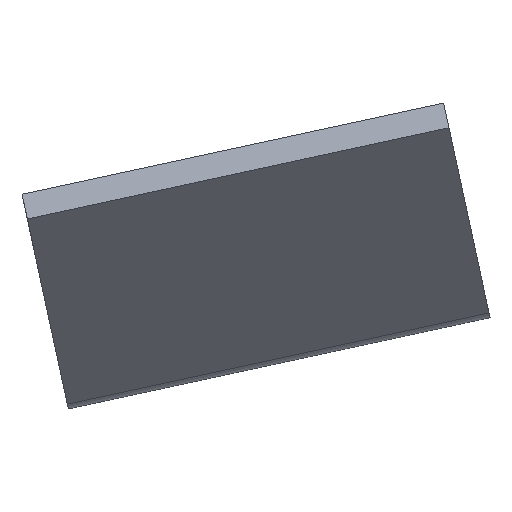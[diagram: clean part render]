
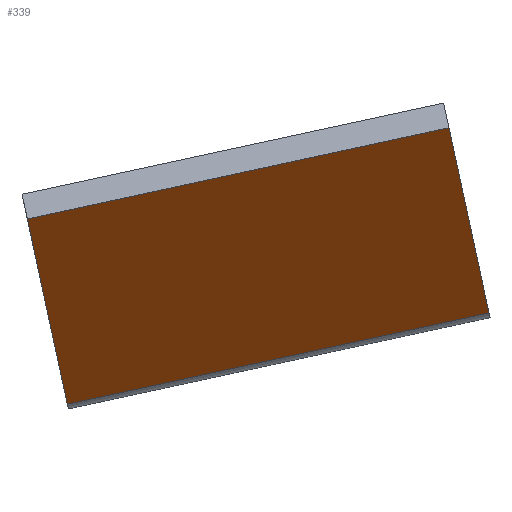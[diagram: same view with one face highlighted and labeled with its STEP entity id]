
A CAD part, left-side view. The second image highlights one B-rep face of the part: STEP entity #339.
In plain terms, the highlighted planar face has unit normal (-0.342, -0.199, -0.918).
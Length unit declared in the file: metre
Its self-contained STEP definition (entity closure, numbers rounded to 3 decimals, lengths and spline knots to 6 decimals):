
#100=ORIENTED_EDGE('',*,*,#159,.T.);
#101=ORIENTED_EDGE('',*,*,#152,.T.);
#102=ORIENTED_EDGE('',*,*,#149,.F.);
#103=ORIENTED_EDGE('',*,*,#155,.T.);
#149=EDGE_CURVE('',#180,#182,#213,.T.);
#152=EDGE_CURVE('',#184,#182,#216,.T.);
#155=EDGE_CURVE('',#180,#186,#219,.T.);
#159=EDGE_CURVE('',#186,#184,#223,.F.);
#180=VERTEX_POINT('',#545);
#182=VERTEX_POINT('',#548);
#184=VERTEX_POINT('',#554);
#186=VERTEX_POINT('',#560);
#213=LINE('',#547,#249);
#216=LINE('',#553,#252);
#219=LINE('',#559,#255);
#223=LINE('',#567,#259);
#249=VECTOR('',#450,1.);
#252=VECTOR('',#455,1.);
#255=VECTOR('',#460,1.);
#259=VECTOR('',#468,1.);
#277=EDGE_LOOP('',(#100,#101,#102,#103));
#299=FACE_BOUND('',#277,.T.);
#319=PLANE('',#378);
#339=ADVANCED_FACE('',(#299),#319,.F.);
#378=AXIS2_PLACEMENT_3D('',#566,#466,#467);
#450=DIRECTION('',(0.,-0.977,0.211));
#455=DIRECTION('',(-0.94,0.072,0.334));
#460=DIRECTION('',(0.94,-0.072,-0.334));
#466=DIRECTION('',(0.342,0.199,0.918));
#467=DIRECTION('',(-0.937,0.,0.349));
#468=DIRECTION('',(0.,0.977,-0.211));
#545=CARTESIAN_POINT('',(-0.03669,0.605186,-0.15102));
#547=CARTESIAN_POINT('',(-0.03669,0.605186,-0.15102));
#548=CARTESIAN_POINT('',(-0.03669,0.580359,-0.145653));
#553=CARTESIAN_POINT('',(-0.035338,0.580255,-0.146134));
#554=CARTESIAN_POINT('',(-0.006032,0.578001,-0.156559));
#559=CARTESIAN_POINT('',(-0.035338,0.605082,-0.151501));
#560=CARTESIAN_POINT('',(-0.006032,0.602828,-0.161927));
#566=CARTESIAN_POINT('',(-0.035338,0.605082,-0.151501));
#567=CARTESIAN_POINT('',(-0.006032,0.602828,-0.161927));
